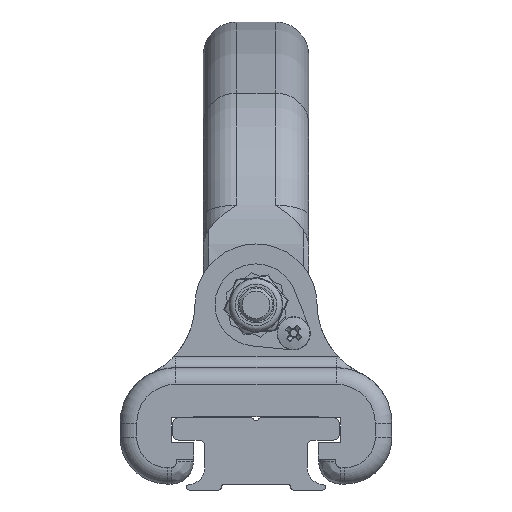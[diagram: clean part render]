
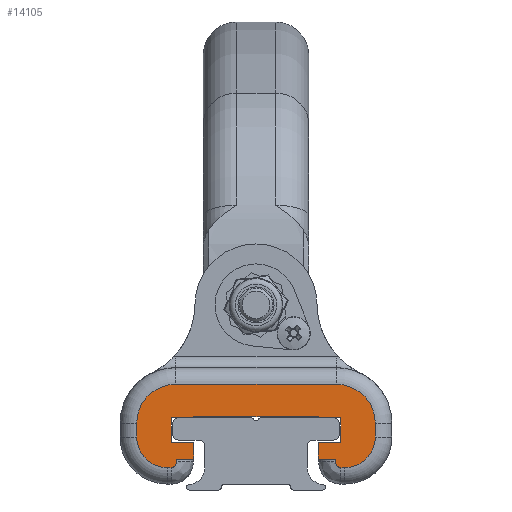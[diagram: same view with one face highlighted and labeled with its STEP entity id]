
A CAD part, front view. The second image highlights one B-rep face of the part: STEP entity #14105.
In plain terms, the highlighted planar face has unit normal (0, -1, 0).
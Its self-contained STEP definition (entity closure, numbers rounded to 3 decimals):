
#480=PLANE('',#15432);
#1103=FACE_OUTER_BOUND('',#1983,.T.);
#1983=EDGE_LOOP('',(#10997,#10998,#10999,#11000,#11001,#11002,#11003,#11004,
#11005,#11006,#11007,#11008,#11009,#11010,#11011,#11012,#11013,#11014,#11015,
#11016,#11017,#11018,#11019,#11020,#11021,#11022,#11023,#11024));
#2957=CIRCLE('',#15433,7.);
#2958=CIRCLE('',#15434,5.5);
#2959=CIRCLE('',#15435,1.);
#2960=CIRCLE('',#15436,1.);
#2961=CIRCLE('',#15437,5.5);
#2962=CIRCLE('',#15438,7.);
#3851=LINE('',#21665,#4763);
#3854=LINE('',#21678,#4766);
#3857=LINE('',#21685,#4769);
#3866=LINE('',#21717,#4778);
#3876=LINE('',#21737,#4788);
#3892=LINE('',#21776,#4804);
#3996=LINE('',#22539,#4908);
#4004=LINE('',#22554,#4916);
#4197=LINE('',#24554,#5109);
#4199=LINE('',#24558,#5111);
#4202=LINE('',#24564,#5114);
#4205=LINE('',#24569,#5117);
#4207=LINE('',#24572,#5119);
#4209=LINE('',#24575,#5121);
#4211=LINE('',#24578,#5123);
#4225=LINE('',#24670,#5137);
#4226=LINE('',#24675,#5138);
#4227=LINE('',#24679,#5139);
#4228=LINE('',#24683,#5140);
#4229=LINE('',#24686,#5141);
#4230=LINE('',#24690,#5142);
#4231=LINE('',#24694,#5143);
#4763=VECTOR('',#17057,10.);
#4766=VECTOR('',#17068,10.);
#4769=VECTOR('',#17073,10.);
#4778=VECTOR('',#17102,10.);
#4788=VECTOR('',#17114,10.);
#4804=VECTOR('',#17142,10.);
#4908=VECTOR('',#17512,10.);
#4916=VECTOR('',#17524,10.);
#5109=VECTOR('',#18467,10.);
#5111=VECTOR('',#18471,10.);
#5114=VECTOR('',#18476,10.);
#5117=VECTOR('',#18481,10.);
#5119=VECTOR('',#18485,10.);
#5121=VECTOR('',#18489,10.);
#5123=VECTOR('',#18493,10.);
#5137=VECTOR('',#18563,10.);
#5138=VECTOR('',#18568,10.);
#5139=VECTOR('',#18571,10.);
#5140=VECTOR('',#18574,10.);
#5141=VECTOR('',#18577,10.);
#5142=VECTOR('',#18580,10.);
#5143=VECTOR('',#18583,10.);
#5778=VERTEX_POINT('',#21662);
#5779=VERTEX_POINT('',#21664);
#5784=VERTEX_POINT('',#21675);
#5785=VERTEX_POINT('',#21677);
#5787=VERTEX_POINT('',#21683);
#5788=VERTEX_POINT('',#21684);
#5799=VERTEX_POINT('',#21713);
#5801=VERTEX_POINT('',#21716);
#5809=VERTEX_POINT('',#21735);
#5810=VERTEX_POINT('',#21736);
#5826=VERTEX_POINT('',#21773);
#5827=VERTEX_POINT('',#21775);
#5993=VERTEX_POINT('',#22538);
#5998=VERTEX_POINT('',#22552);
#6339=VERTEX_POINT('',#24557);
#6341=VERTEX_POINT('',#24563);
#6356=VERTEX_POINT('',#24669);
#6357=VERTEX_POINT('',#24673);
#6358=VERTEX_POINT('',#24674);
#6359=VERTEX_POINT('',#24676);
#6360=VERTEX_POINT('',#24678);
#6361=VERTEX_POINT('',#24680);
#6362=VERTEX_POINT('',#24682);
#6363=VERTEX_POINT('',#24685);
#6364=VERTEX_POINT('',#24687);
#6365=VERTEX_POINT('',#24689);
#6366=VERTEX_POINT('',#24691);
#6367=VERTEX_POINT('',#24693);
#7232=EDGE_CURVE('',#5779,#5778,#3851,.T.);
#7238=EDGE_CURVE('',#5785,#5784,#3854,.T.);
#7241=EDGE_CURVE('',#5787,#5788,#3857,.T.);
#7256=EDGE_CURVE('',#5801,#5799,#3866,.T.);
#7266=EDGE_CURVE('',#5809,#5810,#3876,.T.);
#7284=EDGE_CURVE('',#5827,#5826,#3892,.T.);
#7501=EDGE_CURVE('',#5993,#5801,#3996,.T.);
#7509=EDGE_CURVE('',#5826,#5998,#4004,.T.);
#8023=EDGE_CURVE('',#5998,#5809,#4197,.T.);
#8025=EDGE_CURVE('',#6339,#5827,#4199,.T.);
#8028=EDGE_CURVE('',#6341,#6339,#4202,.T.);
#8031=EDGE_CURVE('',#5799,#6341,#4205,.T.);
#8033=EDGE_CURVE('',#5788,#5993,#4207,.T.);
#8035=EDGE_CURVE('',#5778,#5787,#4209,.T.);
#8037=EDGE_CURVE('',#5810,#5785,#4211,.T.);
#8068=EDGE_CURVE('',#5779,#6356,#4225,.T.);
#8070=EDGE_CURVE('',#6357,#6358,#4226,.T.);
#8071=EDGE_CURVE('',#6359,#6357,#2957,.T.);
#8072=EDGE_CURVE('',#6360,#6359,#4227,.T.);
#8073=EDGE_CURVE('',#6361,#6360,#2958,.T.);
#8074=EDGE_CURVE('',#6362,#6361,#4228,.T.);
#8075=EDGE_CURVE('',#6356,#6362,#2959,.T.);
#8076=EDGE_CURVE('',#6363,#5784,#4229,.T.);
#8077=EDGE_CURVE('',#6364,#6363,#2960,.T.);
#8078=EDGE_CURVE('',#6365,#6364,#4230,.T.);
#8079=EDGE_CURVE('',#6366,#6365,#2961,.T.);
#8080=EDGE_CURVE('',#6367,#6366,#4231,.T.);
#8081=EDGE_CURVE('',#6358,#6367,#2962,.T.);
#10997=ORIENTED_EDGE('',*,*,#8070,.F.);
#10998=ORIENTED_EDGE('',*,*,#8071,.F.);
#10999=ORIENTED_EDGE('',*,*,#8072,.F.);
#11000=ORIENTED_EDGE('',*,*,#8073,.F.);
#11001=ORIENTED_EDGE('',*,*,#8074,.F.);
#11002=ORIENTED_EDGE('',*,*,#8075,.F.);
#11003=ORIENTED_EDGE('',*,*,#8068,.F.);
#11004=ORIENTED_EDGE('',*,*,#7232,.T.);
#11005=ORIENTED_EDGE('',*,*,#8035,.T.);
#11006=ORIENTED_EDGE('',*,*,#7241,.T.);
#11007=ORIENTED_EDGE('',*,*,#8033,.T.);
#11008=ORIENTED_EDGE('',*,*,#7501,.T.);
#11009=ORIENTED_EDGE('',*,*,#7256,.T.);
#11010=ORIENTED_EDGE('',*,*,#8031,.T.);
#11011=ORIENTED_EDGE('',*,*,#8028,.T.);
#11012=ORIENTED_EDGE('',*,*,#8025,.T.);
#11013=ORIENTED_EDGE('',*,*,#7284,.T.);
#11014=ORIENTED_EDGE('',*,*,#7509,.T.);
#11015=ORIENTED_EDGE('',*,*,#8023,.T.);
#11016=ORIENTED_EDGE('',*,*,#7266,.T.);
#11017=ORIENTED_EDGE('',*,*,#8037,.T.);
#11018=ORIENTED_EDGE('',*,*,#7238,.T.);
#11019=ORIENTED_EDGE('',*,*,#8076,.F.);
#11020=ORIENTED_EDGE('',*,*,#8077,.F.);
#11021=ORIENTED_EDGE('',*,*,#8078,.F.);
#11022=ORIENTED_EDGE('',*,*,#8079,.F.);
#11023=ORIENTED_EDGE('',*,*,#8080,.F.);
#11024=ORIENTED_EDGE('',*,*,#8081,.F.);
#14105=ADVANCED_FACE('',(#1103),#480,.F.);
#15432=AXIS2_PLACEMENT_3D('',#24672,#18566,#18567);
#15433=AXIS2_PLACEMENT_3D('',#24677,#18569,#18570);
#15434=AXIS2_PLACEMENT_3D('',#24681,#18572,#18573);
#15435=AXIS2_PLACEMENT_3D('',#24684,#18575,#18576);
#15436=AXIS2_PLACEMENT_3D('',#24688,#18578,#18579);
#15437=AXIS2_PLACEMENT_3D('',#24692,#18581,#18582);
#15438=AXIS2_PLACEMENT_3D('',#24695,#18584,#18585);
#17057=DIRECTION('',(1.,0.,0.));
#17068=DIRECTION('',(1.,0.,0.));
#17073=DIRECTION('',(-1.,0.,0.));
#17102=DIRECTION('',(1.,0.,0.));
#17114=DIRECTION('',(-1.,0.,0.));
#17142=DIRECTION('',(1.,0.,0.));
#17512=DIRECTION('',(1.,0.,0.));
#17524=DIRECTION('',(1.,0.,0.));
#18467=DIRECTION('',(0.,0.,-1.));
#18471=DIRECTION('',(0.,0.,-1.));
#18476=DIRECTION('',(1.,0.,0.));
#18481=DIRECTION('',(0.,0.,1.));
#18485=DIRECTION('',(0.,0.,1.));
#18489=DIRECTION('',(0.,0.,1.));
#18493=DIRECTION('',(0.,0.,-1.));
#18563=DIRECTION('',(0.,0.,-1.));
#18566=DIRECTION('center_axis',(0.,1.,0.));
#18567=DIRECTION('ref_axis',(-1.,0.,0.));
#18568=DIRECTION('',(1.,0.,0.));
#18569=DIRECTION('center_axis',(0.,1.,0.));
#18570=DIRECTION('ref_axis',(-0.707,0.,0.707));
#18571=DIRECTION('',(0.,0.,1.));
#18572=DIRECTION('center_axis',(0.,1.,0.));
#18573=DIRECTION('ref_axis',(-0.707,0.,-0.707));
#18574=DIRECTION('',(-1.,0.,0.));
#18575=DIRECTION('center_axis',(0.,1.,0.));
#18576=DIRECTION('ref_axis',(0.707,0.,-0.707));
#18577=DIRECTION('',(0.,0.,1.));
#18578=DIRECTION('center_axis',(0.,1.,0.));
#18579=DIRECTION('ref_axis',(-0.707,0.,-0.707));
#18580=DIRECTION('',(-1.,0.,0.));
#18581=DIRECTION('center_axis',(0.,1.,0.));
#18582=DIRECTION('ref_axis',(0.707,0.,-0.707));
#18583=DIRECTION('',(0.,0.,-1.));
#18584=DIRECTION('center_axis',(0.,1.,0.));
#18585=DIRECTION('ref_axis',(0.707,0.,0.707));
#21662=CARTESIAN_POINT('',(-11.2,-120.,-5.45));
#21664=CARTESIAN_POINT('',(-14.3,-120.,-5.45));
#21665=CARTESIAN_POINT('',(-11.2,-120.,-5.45));
#21675=CARTESIAN_POINT('',(14.3,-120.,-5.45));
#21677=CARTESIAN_POINT('',(11.2,-120.,-5.45));
#21678=CARTESIAN_POINT('',(14.5,-120.,-5.45));
#21683=CARTESIAN_POINT('',(-11.2,-120.,-2.4));
#21684=CARTESIAN_POINT('',(-15.3,-120.,-2.4));
#21685=CARTESIAN_POINT('',(-15.3,-120.,-2.4));
#21713=CARTESIAN_POINT('',(-11.2,-120.,2.));
#21716=CARTESIAN_POINT('',(-14.,-120.,2.));
#21717=CARTESIAN_POINT('',(-11.2,-120.,2.));
#21735=CARTESIAN_POINT('',(15.3,-120.,-2.4));
#21736=CARTESIAN_POINT('',(11.2,-120.,-2.4));
#21737=CARTESIAN_POINT('',(11.2,-120.,-2.4));
#21773=CARTESIAN_POINT('',(14.,-120.,2.));
#21775=CARTESIAN_POINT('',(11.2,-120.,2.));
#21776=CARTESIAN_POINT('',(15.3,-120.,2.));
#22538=CARTESIAN_POINT('',(-15.3,-120.,2.));
#22539=CARTESIAN_POINT('',(-11.2,-120.,2.));
#22552=CARTESIAN_POINT('',(15.3,-120.,2.));
#22554=CARTESIAN_POINT('',(15.3,-120.,2.));
#24554=CARTESIAN_POINT('',(15.3,-120.,-2.4));
#24557=CARTESIAN_POINT('',(11.2,-120.,2.2));
#24558=CARTESIAN_POINT('',(11.2,-120.,2.));
#24563=CARTESIAN_POINT('',(-11.2,-120.,2.2));
#24564=CARTESIAN_POINT('',(11.2,-120.,2.2));
#24569=CARTESIAN_POINT('',(-11.2,-120.,2.2));
#24572=CARTESIAN_POINT('',(-15.3,-120.,2.));
#24575=CARTESIAN_POINT('',(-11.2,-120.,-2.4));
#24578=CARTESIAN_POINT('',(11.2,-120.,-5.45));
#24669=CARTESIAN_POINT('',(-14.3,-120.,-5.95));
#24670=CARTESIAN_POINT('',(-14.3,-120.,-1.501));
#24672=CARTESIAN_POINT('Origin',(0.,-120.,2.448));
#24673=CARTESIAN_POINT('',(-14.5,-120.,8.05));
#24674=CARTESIAN_POINT('',(14.5,-120.,8.05));
#24675=CARTESIAN_POINT('',(-7.25,-120.,8.05));
#24676=CARTESIAN_POINT('',(-21.5,-120.,1.05));
#24677=CARTESIAN_POINT('Origin',(-14.5,-120.,1.05));
#24678=CARTESIAN_POINT('',(-21.5,-120.,-1.45));
#24679=CARTESIAN_POINT('',(-21.5,-120.,0.499));
#24680=CARTESIAN_POINT('',(-16.,-120.,-6.95));
#24681=CARTESIAN_POINT('Origin',(-16.,-120.,-1.45));
#24682=CARTESIAN_POINT('',(-15.3,-120.,-6.95));
#24683=CARTESIAN_POINT('',(-7.65,-120.,-6.95));
#24684=CARTESIAN_POINT('Origin',(-15.3,-120.,-5.95));
#24685=CARTESIAN_POINT('',(14.3,-120.,-5.95));
#24686=CARTESIAN_POINT('',(14.3,-120.,-1.751));
#24687=CARTESIAN_POINT('',(15.3,-120.,-6.95));
#24688=CARTESIAN_POINT('Origin',(15.3,-120.,-5.95));
#24689=CARTESIAN_POINT('',(16.,-120.,-6.95));
#24690=CARTESIAN_POINT('',(8.,-120.,-6.95));
#24691=CARTESIAN_POINT('',(21.5,-120.,-1.45));
#24692=CARTESIAN_POINT('Origin',(16.,-120.,-1.45));
#24693=CARTESIAN_POINT('',(21.5,-120.,1.05));
#24694=CARTESIAN_POINT('',(21.5,-120.,1.749));
#24695=CARTESIAN_POINT('Origin',(14.5,-120.,1.05));
